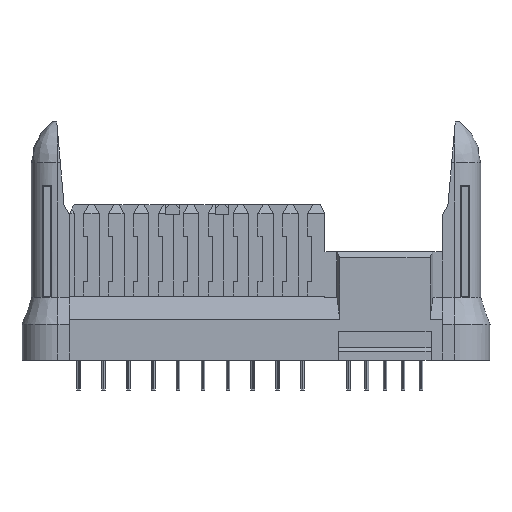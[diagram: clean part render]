
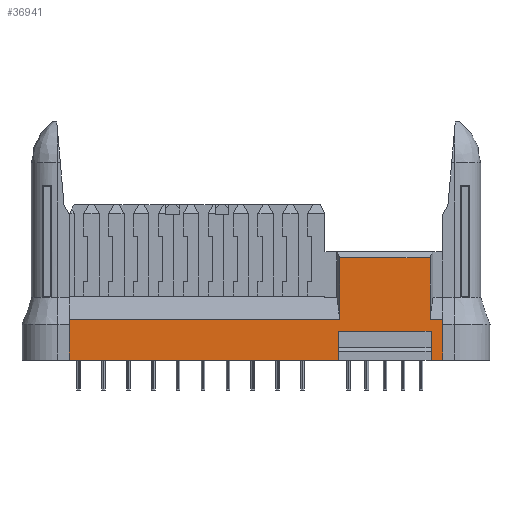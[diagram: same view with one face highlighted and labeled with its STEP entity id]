
A CAD part, front view. The second image highlights one B-rep face of the part: STEP entity #36941.
In plain terms, the highlighted planar face has unit normal (0, -1, 0).
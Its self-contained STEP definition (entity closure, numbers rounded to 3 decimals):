
#1303=DIRECTION('',(1.,0.,0.));
#1304=VECTOR('',#1303,29.774);
#1305=CARTESIAN_POINT('',(-20.625,-5.675,-17.2));
#1306=LINE('',#1305,#1304);
#1310=DIRECTION('',(1.,0.,0.));
#1311=VECTOR('',#1310,1.276);
#1312=CARTESIAN_POINT('',(19.349,-5.675,-17.2));
#1313=LINE('',#1312,#1311);
#5123=DIRECTION('',(1.,0.,0.));
#5124=VECTOR('',#5123,10.);
#5125=CARTESIAN_POINT('',(9.25,-5.675,-5.88));
#5126=LINE('',#5125,#5124);
#5130=DIRECTION('',(1.,0.,0.));
#5131=VECTOR('',#5130,1.375);
#5132=CARTESIAN_POINT('',(19.25,-5.675,-12.683));
#5133=LINE('',#5132,#5131);
#5137=DIRECTION('',(0.,0.,-1.));
#5138=VECTOR('',#5137,4.517);
#5139=CARTESIAN_POINT('',(20.625,-5.675,-12.683));
#5140=LINE('',#5139,#5138);
#5144=DIRECTION('',(0.,0.,1.));
#5145=VECTOR('',#5144,1.372);
#5146=CARTESIAN_POINT('',(19.349,-5.675,-17.2));
#5147=LINE('',#5146,#5145);
#5151=DIRECTION('',(0.,0.,1.));
#5152=VECTOR('',#5151,1.828);
#5153=CARTESIAN_POINT('',(19.349,-5.675,-15.828));
#5154=LINE('',#5153,#5152);
#5158=DIRECTION('',(1.,0.,0.));
#5159=VECTOR('',#5158,10.2);
#5160=CARTESIAN_POINT('',(9.149,-5.675,-14.));
#5161=LINE('',#5160,#5159);
#5165=DIRECTION('',(0.,0.,1.));
#5166=VECTOR('',#5165,1.828);
#5167=CARTESIAN_POINT('',(9.149,-5.675,-15.828));
#5168=LINE('',#5167,#5166);
#5172=DIRECTION('',(0.,0.,1.));
#5173=VECTOR('',#5172,1.372);
#5174=CARTESIAN_POINT('',(9.149,-5.675,-17.2));
#5175=LINE('',#5174,#5173);
#5179=DIRECTION('',(0.,0.,1.));
#5180=VECTOR('',#5179,4.517);
#5181=CARTESIAN_POINT('',(-20.625,-5.675,-17.2));
#5182=LINE('',#5181,#5180);
#5186=DIRECTION('',(1.,0.,0.));
#5187=VECTOR('',#5186,29.875);
#5188=CARTESIAN_POINT('',(-20.625,-5.675,-12.683));
#5189=LINE('',#5188,#5187);
#5193=DIRECTION('',(0.,0.,-1.));
#5194=VECTOR('',#5193,6.803);
#5195=CARTESIAN_POINT('',(9.25,-5.675,-5.88));
#5196=LINE('',#5195,#5194);
#5207=DIRECTION('',(0.,0.,-1.));
#5208=VECTOR('',#5207,6.803);
#5209=CARTESIAN_POINT('',(19.25,-5.675,-5.88));
#5210=LINE('',#5209,#5208);
#30396=CARTESIAN_POINT('',(20.625,-5.675,-12.683));
#30398=VERTEX_POINT('',#30396);
#30400=CARTESIAN_POINT('',(-20.625,-5.675,-17.2));
#30401=CARTESIAN_POINT('',(-20.625,-5.675,-12.683));
#30402=VERTEX_POINT('',#30400);
#30403=VERTEX_POINT('',#30401);
#30404=CARTESIAN_POINT('',(20.625,-5.675,-17.2));
#30405=VERTEX_POINT('',#30404);
#30590=CARTESIAN_POINT('',(9.25,-5.675,-12.683));
#30592=VERTEX_POINT('',#30590);
#30594=CARTESIAN_POINT('',(19.25,-5.675,-12.683));
#30596=VERTEX_POINT('',#30594);
#30901=CARTESIAN_POINT('',(9.149,-5.675,-14.));
#30902=CARTESIAN_POINT('',(19.349,-5.675,-14.));
#30903=VERTEX_POINT('',#30901);
#30904=VERTEX_POINT('',#30902);
#30917=CARTESIAN_POINT('',(19.349,-5.675,-17.2));
#30918=CARTESIAN_POINT('',(19.349,-5.675,-15.828));
#30919=VERTEX_POINT('',#30917);
#30920=VERTEX_POINT('',#30918);
#30921=CARTESIAN_POINT('',(9.149,-5.675,-17.2));
#30922=CARTESIAN_POINT('',(9.149,-5.675,-15.828));
#30923=VERTEX_POINT('',#30921);
#30924=VERTEX_POINT('',#30922);
#31452=CARTESIAN_POINT('',(19.25,-5.675,-5.88));
#31454=VERTEX_POINT('',#31452);
#31455=CARTESIAN_POINT('',(9.25,-5.675,-5.88));
#31456=VERTEX_POINT('',#31455);
#36909=CARTESIAN_POINT('',(-20.625,-5.675,-17.2));
#36910=DIRECTION('',(0.,-1.,0.));
#36911=DIRECTION('',(1.,0.,0.));
#36912=AXIS2_PLACEMENT_3D('',#36909,#36910,#36911);
#36913=PLANE('',#36912);
#36915=ORIENTED_EDGE('',*,*,#36914,.T.);
#36917=ORIENTED_EDGE('',*,*,#36916,.T.);
#36919=ORIENTED_EDGE('',*,*,#36918,.T.);
#36921=ORIENTED_EDGE('',*,*,#36920,.T.);
#36922=ORIENTED_EDGE('',*,*,#35452,.F.);
#36923=ORIENTED_EDGE('',*,*,#36863,.T.);
#36925=ORIENTED_EDGE('',*,*,#36924,.T.);
#36927=ORIENTED_EDGE('',*,*,#36926,.F.);
#36929=ORIENTED_EDGE('',*,*,#36928,.F.);
#36931=ORIENTED_EDGE('',*,*,#36930,.F.);
#36932=ORIENTED_EDGE('',*,*,#35444,.F.);
#36934=ORIENTED_EDGE('',*,*,#36933,.T.);
#36936=ORIENTED_EDGE('',*,*,#36935,.T.);
#36938=ORIENTED_EDGE('',*,*,#36937,.F.);
#36939=EDGE_LOOP('',(#36915,#36917,#36919,#36921,#36922,#36923,#36925,#36927,
#36929,#36931,#36932,#36934,#36936,#36938));
#36940=FACE_OUTER_BOUND('',#36939,.F.);
#35444=EDGE_CURVE('',#30402,#30923,#1306,.T.);
#35452=EDGE_CURVE('',#30919,#30405,#1313,.T.);
#36863=EDGE_CURVE('',#30919,#30920,#5147,.T.);
#36914=EDGE_CURVE('',#31456,#31454,#5126,.T.);
#36916=EDGE_CURVE('',#31454,#30596,#5210,.T.);
#36918=EDGE_CURVE('',#30596,#30398,#5133,.T.);
#36920=EDGE_CURVE('',#30398,#30405,#5140,.T.);
#36924=EDGE_CURVE('',#30920,#30904,#5154,.T.);
#36926=EDGE_CURVE('',#30903,#30904,#5161,.T.);
#36928=EDGE_CURVE('',#30924,#30903,#5168,.T.);
#36930=EDGE_CURVE('',#30923,#30924,#5175,.T.);
#36933=EDGE_CURVE('',#30402,#30403,#5182,.T.);
#36935=EDGE_CURVE('',#30403,#30592,#5189,.T.);
#36937=EDGE_CURVE('',#31456,#30592,#5196,.T.);
#36941=ADVANCED_FACE('',(#36940),#36913,.T.);
